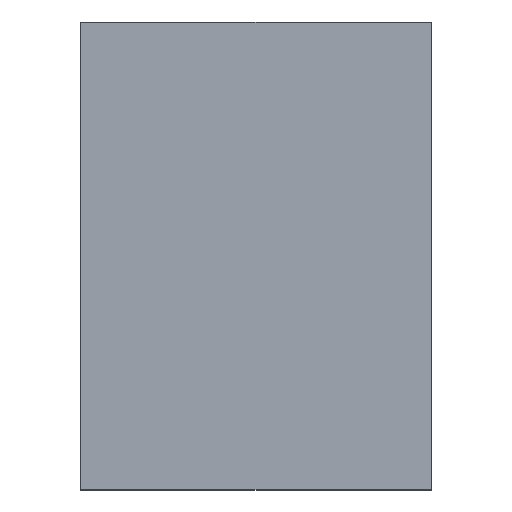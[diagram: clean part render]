
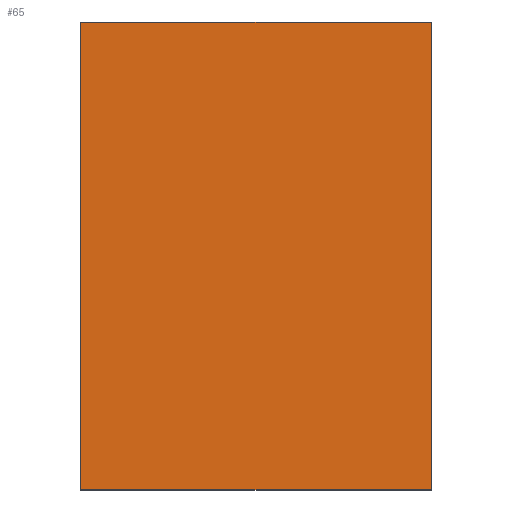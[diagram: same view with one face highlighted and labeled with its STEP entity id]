
A CAD part, top view. The second image highlights one B-rep face of the part: STEP entity #65.
In plain terms, the highlighted planar face has unit normal (0, 0, 1).
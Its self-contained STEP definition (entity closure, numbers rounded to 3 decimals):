
#4 = CARTESIAN_POINT ( 'NONE',  ( -1.5, -2., 0.2 ) ) ;
#5 = PLANE ( 'NONE',  #146 ) ;
#6 = ORIENTED_EDGE ( 'NONE', *, *, #52, .T. ) ;
#29 = ORIENTED_EDGE ( 'NONE', *, *, #39, .T. ) ;
#30 = ORIENTED_EDGE ( 'NONE', *, *, #31, .T. ) ;
#31 = EDGE_CURVE ( 'NONE', #116, #120, #106, .T. ) ;
#39 = EDGE_CURVE ( 'NONE', #120, #221, #192, .T. ) ;
#48 = FACE_OUTER_BOUND ( 'NONE', #133, .T. ) ;
#52 = EDGE_CURVE ( 'NONE', #221, #235, #89, .T. ) ;
#54 = CARTESIAN_POINT ( 'NONE',  ( 1.5, 2., 0.2 ) ) ;
#57 = CARTESIAN_POINT ( 'NONE',  ( -1.5, 2., 0.2 ) ) ;
#65 = ADVANCED_FACE ( 'NONE', ( #48 ), #5, .T. ) ;
#70 = CARTESIAN_POINT ( 'NONE',  ( 1.5, -2., 0.2 ) ) ;
#89 = LINE ( 'NONE', #189, #122 ) ;
#96 = VECTOR ( 'NONE', #172, 1000. ) ;
#106 = LINE ( 'NONE', #4, #229 ) ;
#107 = DIRECTION ( 'NONE',  ( 0., 0., 1. ) ) ;
#110 = LINE ( 'NONE', #167, #150 ) ;
#116 = VERTEX_POINT ( 'NONE', #206 ) ;
#120 = VERTEX_POINT ( 'NONE', #223 ) ;
#122 = VECTOR ( 'NONE', #207, 1000. ) ;
#127 = DIRECTION ( 'NONE',  ( 0., -1., 0. ) ) ;
#133 = EDGE_LOOP ( 'NONE', ( #6, #186, #30, #29 ) ) ;
#136 = DIRECTION ( 'NONE',  ( 1., 0., 0. ) ) ;
#146 = AXIS2_PLACEMENT_3D ( 'NONE', #187, #107, #136 ) ;
#150 = VECTOR ( 'NONE', #127, 1000. ) ;
#151 = EDGE_CURVE ( 'NONE', #235, #116, #110, .T. ) ;
#167 = CARTESIAN_POINT ( 'NONE',  ( -1.5, -2., 0.2 ) ) ;
#171 = DIRECTION ( 'NONE',  ( 1., 0., 0. ) ) ;
#172 = DIRECTION ( 'NONE',  ( 0., 1., 0. ) ) ;
#186 = ORIENTED_EDGE ( 'NONE', *, *, #151, .T. ) ;
#187 = CARTESIAN_POINT ( 'NONE',  ( 0., 0., 0.2 ) ) ;
#189 = CARTESIAN_POINT ( 'NONE',  ( -1.5, 2., 0.2 ) ) ;
#192 = LINE ( 'NONE', #70, #96 ) ;
#206 = CARTESIAN_POINT ( 'NONE',  ( -1.5, -2., 0.2 ) ) ;
#207 = DIRECTION ( 'NONE',  ( -1., 0., 0. ) ) ;
#221 = VERTEX_POINT ( 'NONE', #54 ) ;
#223 = CARTESIAN_POINT ( 'NONE',  ( 1.5, -2., 0.2 ) ) ;
#229 = VECTOR ( 'NONE', #171, 1000. ) ;
#235 = VERTEX_POINT ( 'NONE', #57 ) ;
